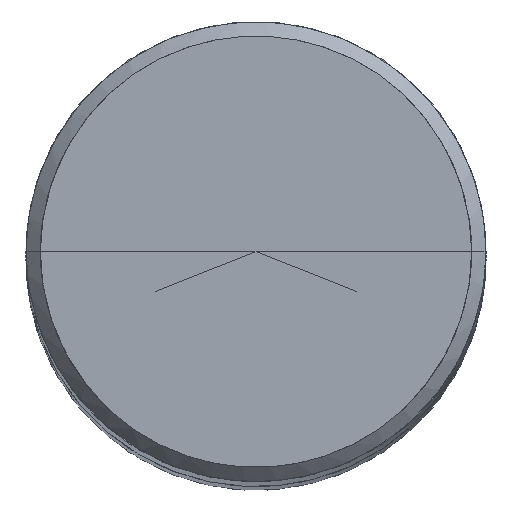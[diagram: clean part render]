
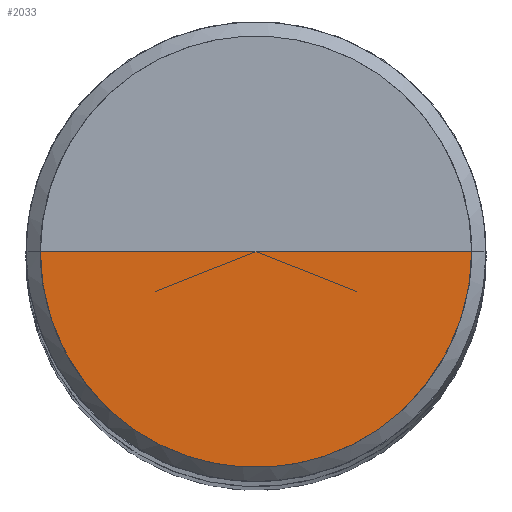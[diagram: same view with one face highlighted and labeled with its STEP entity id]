
A CAD part, top view. The second image highlights one B-rep face of the part: STEP entity #2033.
In plain terms, the highlighted free-form (B-spline) face has degree [1, 2] with [2, 5] control points.
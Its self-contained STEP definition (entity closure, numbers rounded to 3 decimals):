
#1720=CARTESIAN_POINT('',(3.75,0.0,44.0));
#1724=CARTESIAN_POINT('',(-3.75,0.0,44.0));
#1725=CARTESIAN_POINT('',(0.0,0.0,44.0));
#1732=CARTESIAN_POINT('',(-3.75,-3.75,44.0));
#1733=CARTESIAN_POINT('',(0.0,-3.75,44.0));
#1734=CARTESIAN_POINT('',(3.75,-3.75,44.0));
#2018=(
BOUNDED_SURFACE()
B_SPLINE_SURFACE(1,2,(
(#1724,#1732,#1733,#1734,#1720),
(#1725,#1725,#1725,#1725,#1725)
), .UNSPECIFIED.,.F.,.F.,.F.)
B_SPLINE_SURFACE_WITH_KNOTS((2,2),(3,2,3),(
0.0,1.0),(
0.0,0.5,1.0), .UNSPECIFIED.)
GEOMETRIC_REPRESENTATION_ITEM()
RATIONAL_B_SPLINE_SURFACE(((1.0,0.707,1.0,0.707,1.0),
(1.0,0.707,1.0,0.707,1.0)
))
REPRESENTATION_ITEM('')
SURFACE()
);
#2019=(
BOUNDED_CURVE()
B_SPLINE_CURVE(2,(#1720,#1734,#1733,#1732,#1724),.UNSPECIFIED.,.F.,.F.)
B_SPLINE_CURVE_WITH_KNOTS((3,2,3),
(0.0,0.5,1.0),.UNSPECIFIED.)
CURVE()
GEOMETRIC_REPRESENTATION_ITEM()
RATIONAL_B_SPLINE_CURVE((1.0,0.707,1.0,0.707,1.0))
REPRESENTATION_ITEM('')
);
#2020=(
BOUNDED_CURVE()
B_SPLINE_CURVE(1,(#1724,#1725),.UNSPECIFIED.,.F.,.F.)
B_SPLINE_CURVE_WITH_KNOTS((2,2),
(0.0,1.0),.UNSPECIFIED.)
CURVE()
GEOMETRIC_REPRESENTATION_ITEM()
RATIONAL_B_SPLINE_CURVE((1.0,1.0))
REPRESENTATION_ITEM('')
);
#2021=(
BOUNDED_CURVE()
B_SPLINE_CURVE(1,(#1725,#1720),.UNSPECIFIED.,.F.,.F.)
B_SPLINE_CURVE_WITH_KNOTS((2,2),
(0.0,1.0),.UNSPECIFIED.)
CURVE()
GEOMETRIC_REPRESENTATION_ITEM()
RATIONAL_B_SPLINE_CURVE((1.0,1.0))
REPRESENTATION_ITEM('')
);
#2022=VERTEX_POINT('',#1720);
#2023=VERTEX_POINT('',#1724);
#2024=VERTEX_POINT('',#1725);
#2025=EDGE_CURVE('',#2022,#2023,#2019,.T.);
#2026=EDGE_CURVE('',#2023,#2024,#2020,.T.);
#2027=EDGE_CURVE('',#2024,#2022,#2021,.T.);
#2028=ORIENTED_EDGE('',*,*,#2025,.T.);
#2029=ORIENTED_EDGE('',*,*,#2026,.T.);
#2030=ORIENTED_EDGE('',*,*,#2027,.T.);
#2031=EDGE_LOOP('',(#2028,#2029,#2030));
#2032=FACE_OUTER_BOUND('',#2031,.T.);
#2033=ADVANCED_FACE('',(#2032),#2018,.T.);
